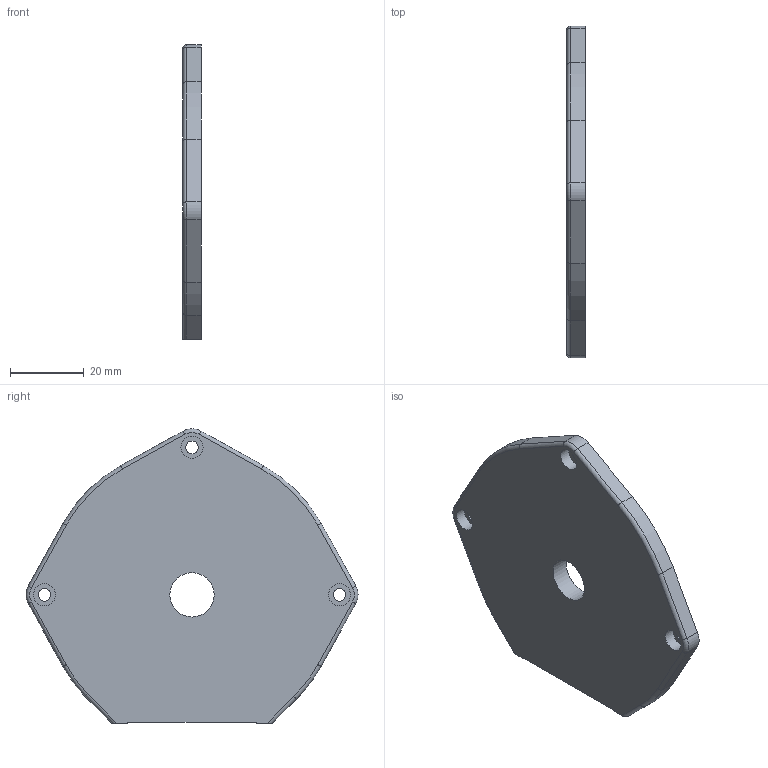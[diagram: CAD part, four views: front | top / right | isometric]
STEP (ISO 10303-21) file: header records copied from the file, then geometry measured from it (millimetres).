
FILE_DESCRIPTION(/* description */ (''),/* implementation_level */ '2;1');
FILE_NAME(/* name */ 'box_cover.step',/* time_stamp */ '2026-02-16T15:33:17-08:00',/* author */ (''),/* organization */ (''),/* preprocessor_version */ 'ST-DEVELOPER v20.1',/* originating_system */ 'Autodesk Translation Framework v14.24.0.0',/* authorisation */ '');
FILE_SCHEMA (('AUTOMOTIVE_DESIGN { 1 0 10303 214 3 1 1 }'));
Length unit declared in the file: millimetre
Products named in the file (4): Manuel 1.0; V4 robot arm; Elbow (2); Box cover
Assembly tree (3 placements, depth 4):
  Manuel 1.0
    V4 robot arm
      Elbow (2)
        Box cover
Bounding box: 5 x 89.92 x 79.71 mm (x, y, z)
Volume: 24602.6 mm3; surface area: 11560.4 mm2
Topology: 1 solids, 1 shells, 47 faces, 112 edges, 70 vertices
Faces by surface type: cylinder 22, plane 18, torus 7
Full cylindrical faces by diameter (mm): 3.4 x3, 6 x3, 12 x1
Entity records: 1489 total; most frequent: DIRECTION 269, CARTESIAN_POINT 247, ORIENTED_EDGE 224, EDGE_CURVE 112, AXIS2_PLACEMENT_3D 104, VERTEX_POINT 70, LINE 61, VECTOR 61
